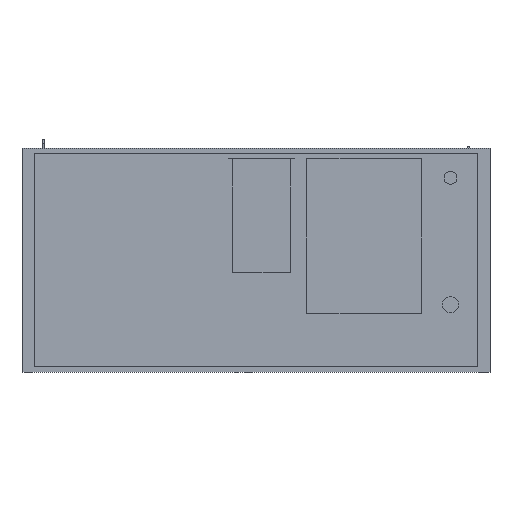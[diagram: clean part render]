
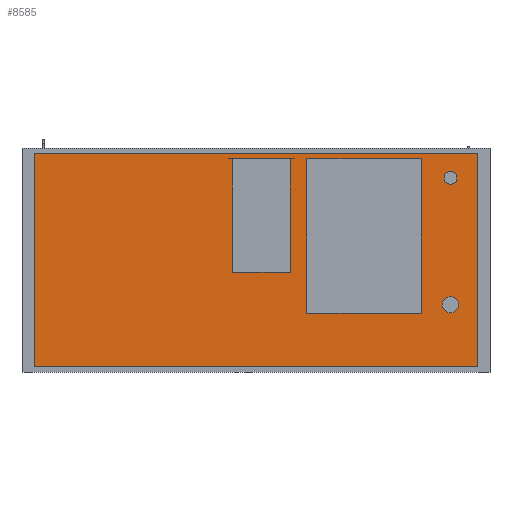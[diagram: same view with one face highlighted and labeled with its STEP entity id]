
A CAD part, front view. The second image highlights one B-rep face of the part: STEP entity #8585.
In plain terms, the highlighted planar face has unit normal (0, -1, 0).
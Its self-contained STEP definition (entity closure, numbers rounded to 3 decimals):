
#69=FACE_BOUND('',#877,.T.);
#70=FACE_BOUND('',#878,.T.);
#87=CIRCLE('',#9166,20.);
#89=CIRCLE('',#9170,25.);
#355=FACE_OUTER_BOUND('',#876,.T.);
#876=EDGE_LOOP('',(#5721,#5722,#5723,#5724));
#877=EDGE_LOOP('',(#5725));
#878=EDGE_LOOP('',(#5726));
#1421=LINE('',#12299,#2519);
#1424=LINE('',#12305,#2522);
#1427=LINE('',#12311,#2525);
#1430=LINE('',#12315,#2528);
#2519=VECTOR('',#9884,10.);
#2522=VECTOR('',#9889,10.);
#2525=VECTOR('',#9894,10.);
#2528=VECTOR('',#9899,10.);
#3598=VERTEX_POINT('',#12256);
#3600=VERTEX_POINT('',#12263);
#3611=VERTEX_POINT('',#12296);
#3612=VERTEX_POINT('',#12298);
#3614=VERTEX_POINT('',#12304);
#3616=VERTEX_POINT('',#12310);
#4423=EDGE_CURVE('',#3598,#3598,#87,.T.);
#4426=EDGE_CURVE('',#3600,#3600,#89,.T.);
#4441=EDGE_CURVE('',#3612,#3611,#1421,.T.);
#4444=EDGE_CURVE('',#3614,#3612,#1424,.T.);
#4447=EDGE_CURVE('',#3616,#3614,#1427,.T.);
#4450=EDGE_CURVE('',#3611,#3616,#1430,.T.);
#5721=ORIENTED_EDGE('',*,*,#4450,.T.);
#5722=ORIENTED_EDGE('',*,*,#4447,.T.);
#5723=ORIENTED_EDGE('',*,*,#4444,.T.);
#5724=ORIENTED_EDGE('',*,*,#4441,.T.);
#5725=ORIENTED_EDGE('',*,*,#4423,.T.);
#5726=ORIENTED_EDGE('',*,*,#4426,.T.);
#8129=PLANE('',#9182);
#8585=ADVANCED_FACE('',(#355,#69,#70),#8129,.T.);
#9166=AXIS2_PLACEMENT_3D('',#12258,#9845,#9846);
#9170=AXIS2_PLACEMENT_3D('',#12265,#9854,#9855);
#9182=AXIS2_PLACEMENT_3D('',#12317,#9902,#9903);
#9845=DIRECTION('center_axis',(0.,1.,0.));
#9846=DIRECTION('ref_axis',(1.,0.,0.));
#9854=DIRECTION('center_axis',(0.,1.,0.));
#9855=DIRECTION('ref_axis',(1.,0.,0.));
#9884=DIRECTION('',(-1.,0.,0.));
#9889=DIRECTION('',(0.,0.,1.));
#9894=DIRECTION('',(1.,0.,0.));
#9899=DIRECTION('',(0.,0.,-1.));
#9902=DIRECTION('center_axis',(0.,-1.,0.));
#9903=DIRECTION('ref_axis',(0.,0.,-1.));
#12256=CARTESIAN_POINT('',(582.5,-370.,255.));
#12258=CARTESIAN_POINT('Origin',(602.5,-370.,255.));
#12263=CARTESIAN_POINT('',(577.5,-370.,-138.));
#12265=CARTESIAN_POINT('Origin',(602.5,-370.,-138.));
#12296=CARTESIAN_POINT('',(-687.5,-370.,330.));
#12298=CARTESIAN_POINT('',(687.5,-370.,330.));
#12299=CARTESIAN_POINT('',(-687.5,-370.,330.));
#12304=CARTESIAN_POINT('',(687.5,-370.,-330.));
#12305=CARTESIAN_POINT('',(687.5,-370.,330.));
#12310=CARTESIAN_POINT('',(-687.5,-370.,-330.));
#12311=CARTESIAN_POINT('',(687.5,-370.,-330.));
#12315=CARTESIAN_POINT('',(-687.5,-370.,-330.));
#12317=CARTESIAN_POINT('Origin',(0.,-370.,0.));
